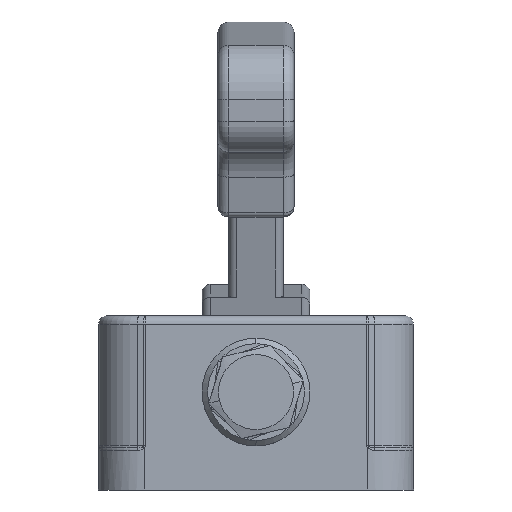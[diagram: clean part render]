
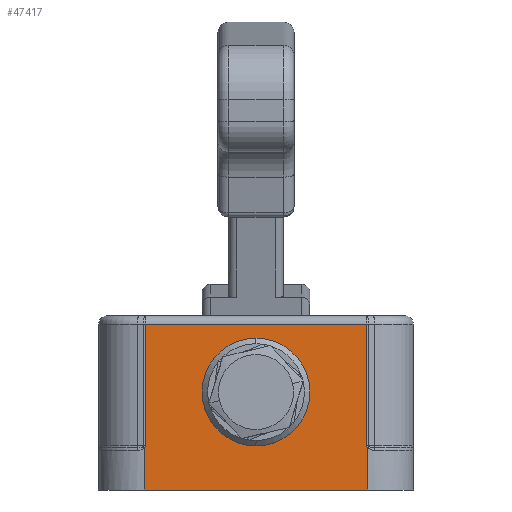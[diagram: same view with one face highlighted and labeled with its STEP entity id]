
A CAD part, left-side view. The second image highlights one B-rep face of the part: STEP entity #47417.
In plain terms, the highlighted planar face has unit normal (-1, 0, 0).
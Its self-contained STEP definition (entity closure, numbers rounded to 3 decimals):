
#1346 = VERTEX_POINT ( 'NONE', #19034 ) ;
#1348 = EDGE_CURVE ( 'NONE', #1346, #1349, #19033, .T. ) ;
#1349 = VERTEX_POINT ( 'NONE', #19092 ) ;
#6918 = CARTESIAN_POINT ( 'NONE',  ( -83.086, -20.5, -2. ) ) ;
#7193 = CARTESIAN_POINT ( 'NONE',  ( -83.086, -20.5, 5.767 ) ) ;
#7254 = CARTESIAN_POINT ( 'NONE',  ( -83.086, 20.5, 5.767 ) ) ;
#7255 = DIRECTION ( 'NONE',  ( 0., 0., -1. ) ) ;
#7256 = VECTOR ( 'NONE', #7255, 1000. ) ;
#7257 = CARTESIAN_POINT ( 'NONE',  ( -83.086, 20.5, 30. ) ) ;
#7258 = LINE ( 'NONE', #7257, #7256 ) ;
#7380 = DIRECTION ( 'NONE',  ( 0., 0., -1. ) ) ;
#7381 = VECTOR ( 'NONE', #7380, 1000. ) ;
#7382 = CARTESIAN_POINT ( 'NONE',  ( -83.086, -20.5, 30. ) ) ;
#7383 = LINE ( 'NONE', #7382, #7381 ) ;
#7416 = CARTESIAN_POINT ( 'NONE',  ( -83.086, 20.5, 5.767 ) ) ;
#7417 = CARTESIAN_POINT ( 'NONE',  ( -83.086, 20.397, 5.911 ) ) ;
#7418 = CARTESIAN_POINT ( 'NONE',  ( -83.086, 20.346, 6.055 ) ) ;
#7419 = CARTESIAN_POINT ( 'NONE',  ( -83.086, 20.346, 6.2 ) ) ;
#7421 =( BOUNDED_CURVE ( )  B_SPLINE_CURVE ( 3, ( #7419, #7418, #7417, #7416 ),
 .UNSPECIFIED., .F., .T. ) 
 B_SPLINE_CURVE_WITH_KNOTS ( ( 4, 4 ),
 ( 0., 0.109 ),
 .UNSPECIFIED. ) 
 CURVE ( )  GEOMETRIC_REPRESENTATION_ITEM ( )  RATIONAL_B_SPLINE_CURVE ( ( 1., 0.999, 0.999, 1. ) ) 
 REPRESENTATION_ITEM ( '' )  );
#7433 = CARTESIAN_POINT ( 'NONE',  ( -83.086, 20.346, 6.2 ) ) ;
#7537 = CARTESIAN_POINT ( 'NONE',  ( -83.086, 20.5, -2. ) ) ;
#7559 = DIRECTION ( 'NONE',  ( 0., 1., 0. ) ) ;
#7560 = VECTOR ( 'NONE', #7559, 1000. ) ;
#7561 = CARTESIAN_POINT ( 'NONE',  ( -83.086, 20.5, -2. ) ) ;
#7562 = LINE ( 'NONE', #7561, #7560 ) ;
#7568 = DIRECTION ( 'NONE',  ( 0., 0., 1. ) ) ;
#7569 = DIRECTION ( 'NONE',  ( -1., 0., 0. ) ) ;
#7570 = CARTESIAN_POINT ( 'NONE',  ( -83.086, 0., 16. ) ) ;
#7571 = AXIS2_PLACEMENT_3D ( 'NONE', #7570, #7569, #7568 ) ;
#7572 = CIRCLE ( 'NONE', #7571, 9.9 ) ;
#7616 = DIRECTION ( 'NONE',  ( 0., 0., -1. ) ) ;
#7617 = VECTOR ( 'NONE', #7616, 1000. ) ;
#7618 = CARTESIAN_POINT ( 'NONE',  ( -83.086, 20.346, 30. ) ) ;
#7619 = LINE ( 'NONE', #7618, #7617 ) ;
#7626 = CARTESIAN_POINT ( 'NONE',  ( -83.086, 20.346, 28.5 ) ) ;
#7627 = DIRECTION ( 'NONE',  ( 0., 1., 0. ) ) ;
#7628 = VECTOR ( 'NONE', #7627, 1000. ) ;
#7629 = CARTESIAN_POINT ( 'NONE',  ( -83.086, 20.346, 28.5 ) ) ;
#7630 = LINE ( 'NONE', #7629, #7628 ) ;
#7636 = DIRECTION ( 'NONE',  ( 0., 0., -1. ) ) ;
#7637 = DIRECTION ( 'NONE',  ( 1., 0., 0. ) ) ;
#7638 = AXIS2_PLACEMENT_3D ( 'NONE', #7639, #7637, #7636 ) ;
#7639 = CARTESIAN_POINT ( 'NONE',  ( -83.086, 20.5, 30. ) ) ;
#7640 = PLANE ( 'NONE',  #7638 ) ;
#7641 = FACE_OUTER_BOUND ( 'NONE', #47357, .T. ) ;
#7642 = FACE_BOUND ( 'NONE', #47418, .T. ) ;
#7669 = CARTESIAN_POINT ( 'NONE',  ( -83.086, -20.346, 6.055 ) ) ;
#7670 = CARTESIAN_POINT ( 'NONE',  ( -83.086, -20.397, 5.911 ) ) ;
#7671 = CARTESIAN_POINT ( 'NONE',  ( -83.086, -20.5, 5.767 ) ) ;
#7672 =( BOUNDED_CURVE ( )  B_SPLINE_CURVE ( 3, ( #7671, #7670, #7669, #7721 ),
 .UNSPECIFIED., .F., .T. ) 
 B_SPLINE_CURVE_WITH_KNOTS ( ( 4, 4 ),
 ( 6.175, 6.283 ),
 .UNSPECIFIED. ) 
 CURVE ( )  GEOMETRIC_REPRESENTATION_ITEM ( )  RATIONAL_B_SPLINE_CURVE ( ( 1., 0.999, 0.999, 1. ) ) 
 REPRESENTATION_ITEM ( '' )  );
#7709 = CARTESIAN_POINT ( 'NONE',  ( -83.086, -20.346, 28.5 ) ) ;
#7711 = DIRECTION ( 'NONE',  ( 0., 0., 1. ) ) ;
#7712 = VECTOR ( 'NONE', #7711, 1000. ) ;
#7713 = CARTESIAN_POINT ( 'NONE',  ( -83.086, -20.346, 30. ) ) ;
#7719 = LINE ( 'NONE', #7713, #7712 ) ;
#7720 = CARTESIAN_POINT ( 'NONE',  ( -83.086, -20.346, 6.2 ) ) ;
#7721 = CARTESIAN_POINT ( 'NONE',  ( -83.086, -20.346, 6.2 ) ) ;
#19029 = DIRECTION ( 'NONE',  ( 0., 0., 1. ) ) ;
#19030 = DIRECTION ( 'NONE',  ( -1., 0., 0. ) ) ;
#19031 = CARTESIAN_POINT ( 'NONE',  ( -83.086, 0., 16. ) ) ;
#19032 = AXIS2_PLACEMENT_3D ( 'NONE', #19031, #19030, #19029 ) ;
#19033 = CIRCLE ( 'NONE', #19032, 9.9 ) ;
#19034 = CARTESIAN_POINT ( 'NONE',  ( -83.086, 0., 6.1 ) ) ;
#19092 = CARTESIAN_POINT ( 'NONE',  ( -83.086, 0., 25.9 ) ) ;
#47101 = VERTEX_POINT ( 'NONE', #6918 ) ;
#47196 = VERTEX_POINT ( 'NONE', #7193 ) ;
#47216 = EDGE_CURVE ( 'NONE', #47218, #47339, #7258, .T. ) ;
#47218 = VERTEX_POINT ( 'NONE', #7254 ) ;
#47276 = EDGE_CURVE ( 'NONE', #47196, #47101, #7383, .T. ) ;
#47305 = VERTEX_POINT ( 'NONE', #7433 ) ;
#47308 = ORIENTED_EDGE ( 'NONE', *, *, #47310, .T. ) ;
#47310 = EDGE_CURVE ( 'NONE', #47305, #47218, #7421, .T. ) ;
#47312 = ORIENTED_EDGE ( 'NONE', *, *, #47216, .T. ) ;
#47339 = VERTEX_POINT ( 'NONE', #7537 ) ;
#47354 = EDGE_CURVE ( 'NONE', #1349, #1346, #7572, .T. ) ;
#47356 = ORIENTED_EDGE ( 'NONE', *, *, #1348, .F. ) ;
#47357 = EDGE_LOOP ( 'NONE', ( #47359, #47426, #47428, #47434, #47389, #47395, #47308, #47312 ) ) ;
#47359 = ORIENTED_EDGE ( 'NONE', *, *, #47361, .F. ) ;
#47361 = EDGE_CURVE ( 'NONE', #47101, #47339, #7562, .T. ) ;
#47389 = ORIENTED_EDGE ( 'NONE', *, *, #47390, .T. ) ;
#47390 = EDGE_CURVE ( 'NONE', #47438, #47392, #7630, .T. ) ;
#47392 = VERTEX_POINT ( 'NONE', #7626 ) ;
#47395 = ORIENTED_EDGE ( 'NONE', *, *, #47396, .T. ) ;
#47396 = EDGE_CURVE ( 'NONE', #47392, #47305, #7619, .T. ) ;
#47417 = ADVANCED_FACE ( 'NONE', ( #7642, #7641 ), #7640, .F. ) ;
#47418 = EDGE_LOOP ( 'NONE', ( #47440, #47356 ) ) ;
#47426 = ORIENTED_EDGE ( 'NONE', *, *, #47276, .F. ) ;
#47428 = ORIENTED_EDGE ( 'NONE', *, *, #47430, .T. ) ;
#47430 = EDGE_CURVE ( 'NONE', #47196, #47432, #7672, .T. ) ;
#47432 = VERTEX_POINT ( 'NONE', #7720 ) ;
#47434 = ORIENTED_EDGE ( 'NONE', *, *, #47436, .T. ) ;
#47436 = EDGE_CURVE ( 'NONE', #47432, #47438, #7719, .T. ) ;
#47438 = VERTEX_POINT ( 'NONE', #7709 ) ;
#47440 = ORIENTED_EDGE ( 'NONE', *, *, #47354, .F. ) ;
